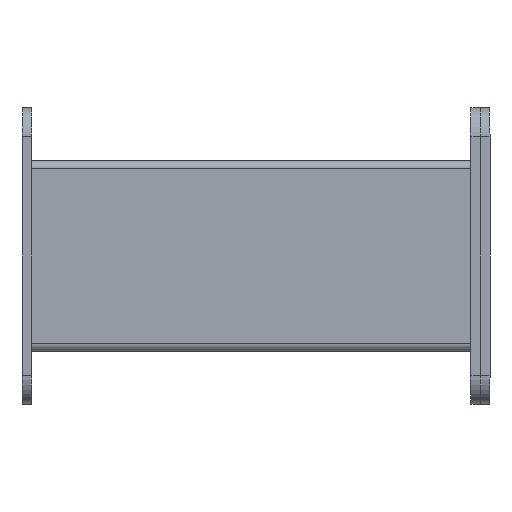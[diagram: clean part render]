
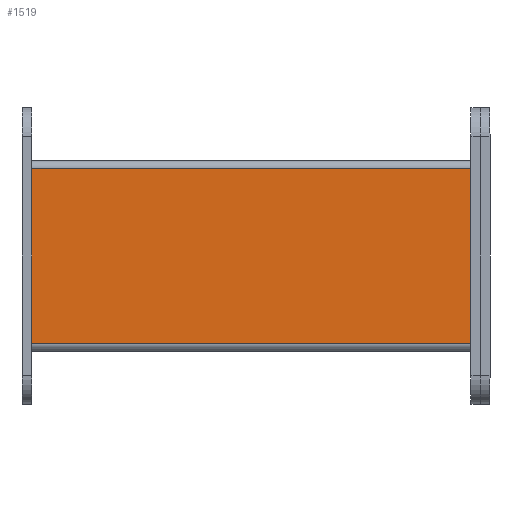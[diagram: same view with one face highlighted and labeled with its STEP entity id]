
A CAD part, front view. The second image highlights one B-rep face of the part: STEP entity #1519.
In plain terms, the highlighted planar face has unit normal (0, -1, 0).
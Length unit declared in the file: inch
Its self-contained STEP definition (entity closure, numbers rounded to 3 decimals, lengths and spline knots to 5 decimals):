
#35 = ORIENTED_EDGE ( 'NONE', *, *, #413, .T. ) ;
#176 = DIRECTION ( 'NONE',  ( 0., 1., 0. ) ) ;
#218 = LINE ( 'NONE', #1744, #2853 ) ;
#413 = EDGE_CURVE ( 'NONE', #2520, #3180, #218, .T. ) ;
#591 = CARTESIAN_POINT ( 'NONE',  ( -2.875, -1.25, 1.142 ) ) ;
#613 = EDGE_LOOP ( 'NONE', ( #825, #1723, #2407, #35 ) ) ;
#659 = AXIS2_PLACEMENT_3D ( 'NONE', #2674, #176, #786 ) ;
#756 = VERTEX_POINT ( 'NONE', #591 ) ;
#759 = LINE ( 'NONE', #1516, #1085 ) ;
#786 = DIRECTION ( 'NONE',  ( 0., 0., 1. ) ) ;
#825 = ORIENTED_EDGE ( 'NONE', *, *, #2339, .F. ) ;
#844 = VERTEX_POINT ( 'NONE', #1750 ) ;
#1085 = VECTOR ( 'NONE', #2251, 39.37008 ) ;
#1163 = FACE_OUTER_BOUND ( 'NONE', #613, .T. ) ;
#1385 = VECTOR ( 'NONE', #2743, 39.37008 ) ;
#1404 = DIRECTION ( 'NONE',  ( 0., 0., 1. ) ) ;
#1516 = CARTESIAN_POINT ( 'NONE',  ( -2.875, -1.25, 1.142 ) ) ;
#1519 = ADVANCED_FACE ( 'NONE', ( #1163 ), #1675, .F. ) ;
#1675 = PLANE ( 'NONE',  #659 ) ;
#1723 = ORIENTED_EDGE ( 'NONE', *, *, #3094, .F. ) ;
#1744 = CARTESIAN_POINT ( 'NONE',  ( 2.875, -1.25, -1.25 ) ) ;
#1750 = CARTESIAN_POINT ( 'NONE',  ( -2.875, -1.25, -1.142 ) ) ;
#1904 = LINE ( 'NONE', #2410, #3020 ) ;
#2004 = CARTESIAN_POINT ( 'NONE',  ( 2.875, -1.25, 1.142 ) ) ;
#2088 = CARTESIAN_POINT ( 'NONE',  ( 2.875, -1.25, -1.142 ) ) ;
#2237 = LINE ( 'NONE', #2501, #1385 ) ;
#2251 = DIRECTION ( 'NONE',  ( 1., 0., 0. ) ) ;
#2339 = EDGE_CURVE ( 'NONE', #756, #3180, #759, .T. ) ;
#2407 = ORIENTED_EDGE ( 'NONE', *, *, #2439, .F. ) ;
#2410 = CARTESIAN_POINT ( 'NONE',  ( -2.875, -1.25, 1.25 ) ) ;
#2430 = DIRECTION ( 'NONE',  ( 0., 0., 1. ) ) ;
#2439 = EDGE_CURVE ( 'NONE', #2520, #844, #2237, .T. ) ;
#2501 = CARTESIAN_POINT ( 'NONE',  ( -2.875, -1.25, -1.142 ) ) ;
#2520 = VERTEX_POINT ( 'NONE', #2088 ) ;
#2674 = CARTESIAN_POINT ( 'NONE',  ( -2.875, -1.25, -1.25 ) ) ;
#2743 = DIRECTION ( 'NONE',  ( -1., 0., 0. ) ) ;
#2853 = VECTOR ( 'NONE', #2430, 39.37008 ) ;
#3020 = VECTOR ( 'NONE', #1404, 39.37008 ) ;
#3094 = EDGE_CURVE ( 'NONE', #844, #756, #1904, .T. ) ;
#3180 = VERTEX_POINT ( 'NONE', #2004 ) ;
